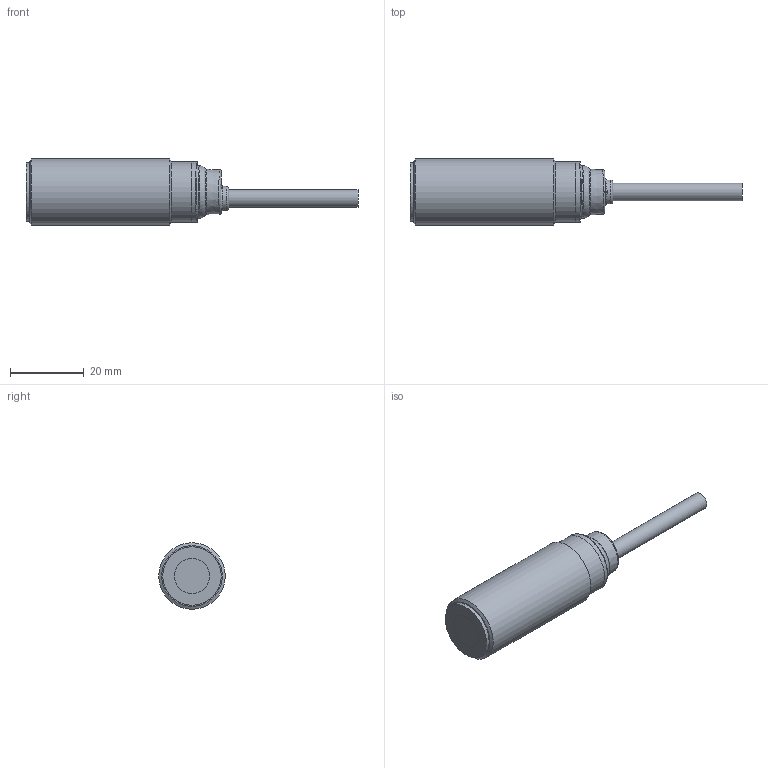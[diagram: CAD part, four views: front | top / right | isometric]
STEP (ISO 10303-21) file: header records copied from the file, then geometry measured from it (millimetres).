
FILE_DESCRIPTION( ( 'Unknown' ), '1' );
FILE_NAME( '//', 'Unknown', ( 'Unknown' ), ( 'Unknown' ), 'PSStep 17.0.49', 'Unknown', ' ' );
FILE_SCHEMA( ( 'AUTOMOTIVE_DESIGN { 1 0 10303 214 1 1 1 1 }' ) );
Length unit declared in the file: millimetre
Products named in the file (5): Assem1; -oa0
Assembly tree (4 placements, depth 2):
  Assem1
    -oa0
    -oa0
    -oa0
    -oa0
Bounding box: 89.85 x 18 x 18 mm (x, y, z)
Volume: 12901.1 mm3; surface area: 4795 mm2
Topology: 4 solids, 4 shells, 47 faces, 88 edges, 49 vertices
Faces by surface type: plane 14, cylinder 11, bspline 11, cone 4, sphere 4, torus 3
Full cylindrical faces by diameter (mm): 4.7 x2, 9.5 x1, 14.2 x1, 15.8 x1, 16.4 x2, 18 x1
Entity records: 5703 total; most frequent: CARTESIAN_POINT 4823, DIRECTION 181, ORIENTED_EDGE 132, AXIS2_PLACEMENT_3D 87, EDGE_CURVE 66, EDGE_LOOP 64, FACE_OUTER_BOUND 58, ADVANCED_FACE 47
